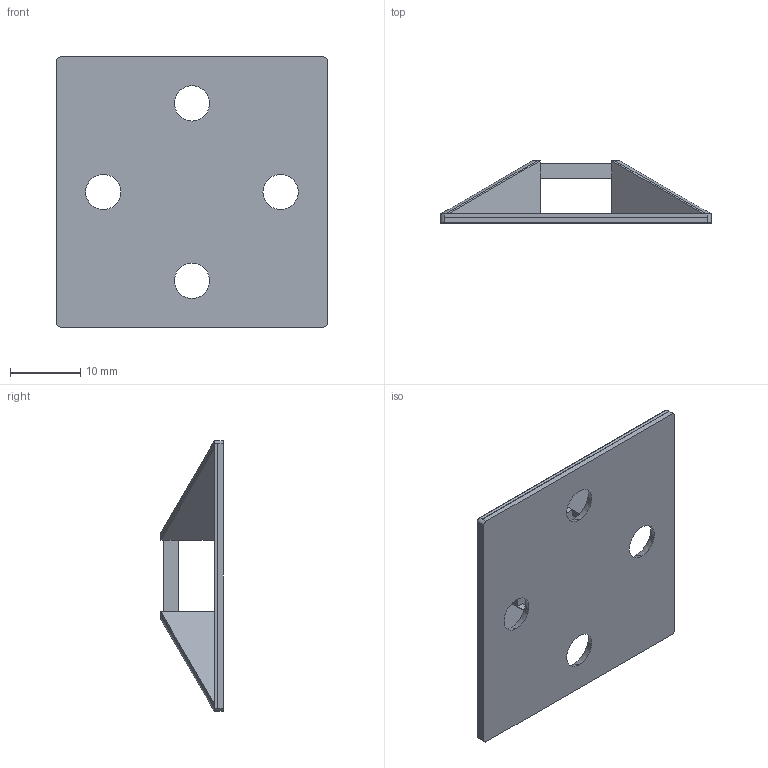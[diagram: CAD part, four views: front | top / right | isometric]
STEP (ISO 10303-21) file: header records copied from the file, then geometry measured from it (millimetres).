
FILE_DESCRIPTION (( 'STEP AP203' ), '1' );
FILE_NAME ('CTM-1.5.STEP', '2010-04-28T18:12:17', ( 'x' ), ( 'Microsoft' ), 'SwSTEP 2.0', 'SolidWorks 2010', '' );
FILE_SCHEMA (( 'CONFIG_CONTROL_DESIGN' ));
Length unit declared in the file: inch
Products named in the file (1): CTM-1.5
Bounding box: 38.48 x 8.86 x 38.48 mm (x, y, z)
Volume: 2523.7 mm3; surface area: 4058.1 mm2
Topology: 1 solids, 1 shells, 75 faces, 223 edges, 144 vertices
Faces by surface type: plane 59, cone 8, cylinder 8
Entity records: 2588 total; most frequent: CARTESIAN_POINT 479, ORIENTED_EDGE 446, DIRECTION 399, EDGE_CURVE 223, VECTOR 175, LINE 175, VERTEX_POINT 144, AXIS2_PLACEMENT_3D 112
